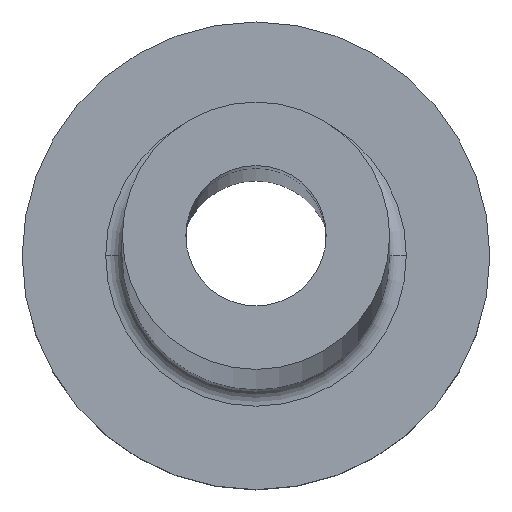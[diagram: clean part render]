
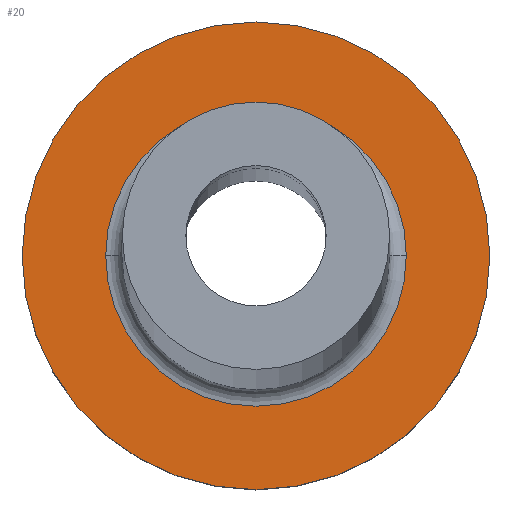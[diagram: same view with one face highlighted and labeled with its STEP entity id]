
A CAD part, top view. The second image highlights one B-rep face of the part: STEP entity #20.
In plain terms, the highlighted planar face has unit normal (0, 0, 1).
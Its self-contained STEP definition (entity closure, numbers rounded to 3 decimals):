
#20 = ADVANCED_FACE ( 'NONE', ( #385, #79 ), #239, .T. ) ;
#25 = EDGE_LOOP ( 'NONE', ( #457, #191 ) ) ;
#28 = EDGE_CURVE ( 'NONE', #30, #339, #155, .T. ) ;
#30 = VERTEX_POINT ( 'NONE', #317 ) ;
#33 = CIRCLE ( 'NONE', #91, 7. ) ;
#34 = DIRECTION ( 'NONE',  ( 1., 0., 0. ) ) ;
#39 = DIRECTION ( 'NONE',  ( 0., 0., 1. ) ) ;
#60 = AXIS2_PLACEMENT_3D ( 'NONE', #217, #345, #34 ) ;
#79 = FACE_OUTER_BOUND ( 'NONE', #169, .T. ) ;
#91 = AXIS2_PLACEMENT_3D ( 'NONE', #408, #234, #238 ) ;
#102 = EDGE_CURVE ( 'NONE', #449, #308, #268, .T. ) ;
#116 = DIRECTION ( 'NONE',  ( 1., 0., 0. ) ) ;
#119 = DIRECTION ( 'NONE',  ( 1., 0., 0. ) ) ;
#129 = ORIENTED_EDGE ( 'NONE', *, *, #28, .T. ) ;
#154 = CARTESIAN_POINT ( 'NONE',  ( 4.5, 0., 5. ) ) ;
#155 = CIRCLE ( 'NONE', #212, 7. ) ;
#169 = EDGE_LOOP ( 'NONE', ( #343, #129 ) ) ;
#182 = CARTESIAN_POINT ( 'NONE',  ( 0., 0., 5. ) ) ;
#191 = ORIENTED_EDGE ( 'NONE', *, *, #269, .T. ) ;
#201 = AXIS2_PLACEMENT_3D ( 'NONE', #182, #281, #116 ) ;
#212 = AXIS2_PLACEMENT_3D ( 'NONE', #213, #39, #119 ) ;
#213 = CARTESIAN_POINT ( 'NONE',  ( 0., 0., 5. ) ) ;
#217 = CARTESIAN_POINT ( 'NONE',  ( 0., 0., 5. ) ) ;
#234 = DIRECTION ( 'NONE',  ( 0., 0., 1. ) ) ;
#238 = DIRECTION ( 'NONE',  ( 1., 0., 0. ) ) ;
#239 = PLANE ( 'NONE',  #201 ) ;
#268 = CIRCLE ( 'NONE', #60, 4.5 ) ;
#269 = EDGE_CURVE ( 'NONE', #308, #449, #282, .T. ) ;
#281 = DIRECTION ( 'NONE',  ( 0., 0., 1. ) ) ;
#282 = CIRCLE ( 'NONE', #397, 4.5 ) ;
#297 = DIRECTION ( 'NONE',  ( 0., 0., -1. ) ) ;
#300 = CARTESIAN_POINT ( 'NONE',  ( 0., 0., 5. ) ) ;
#302 = DIRECTION ( 'NONE',  ( 1., 0., 0. ) ) ;
#308 = VERTEX_POINT ( 'NONE', #380 ) ;
#317 = CARTESIAN_POINT ( 'NONE',  ( 7., 0., 5. ) ) ;
#339 = VERTEX_POINT ( 'NONE', #351 ) ;
#343 = ORIENTED_EDGE ( 'NONE', *, *, #371, .T. ) ;
#345 = DIRECTION ( 'NONE',  ( 0., 0., -1. ) ) ;
#351 = CARTESIAN_POINT ( 'NONE',  ( -7., 0., 5. ) ) ;
#371 = EDGE_CURVE ( 'NONE', #339, #30, #33, .T. ) ;
#380 = CARTESIAN_POINT ( 'NONE',  ( -4.5, 0., 5. ) ) ;
#385 = FACE_BOUND ( 'NONE', #25, .T. ) ;
#397 = AXIS2_PLACEMENT_3D ( 'NONE', #300, #297, #302 ) ;
#408 = CARTESIAN_POINT ( 'NONE',  ( 0., 0., 5. ) ) ;
#449 = VERTEX_POINT ( 'NONE', #154 ) ;
#457 = ORIENTED_EDGE ( 'NONE', *, *, #102, .T. ) ;
